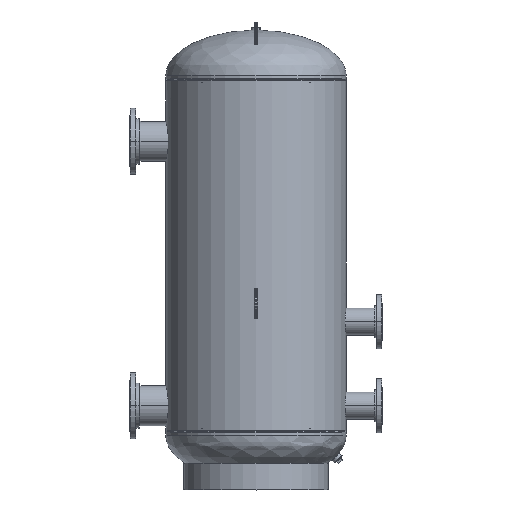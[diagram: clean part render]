
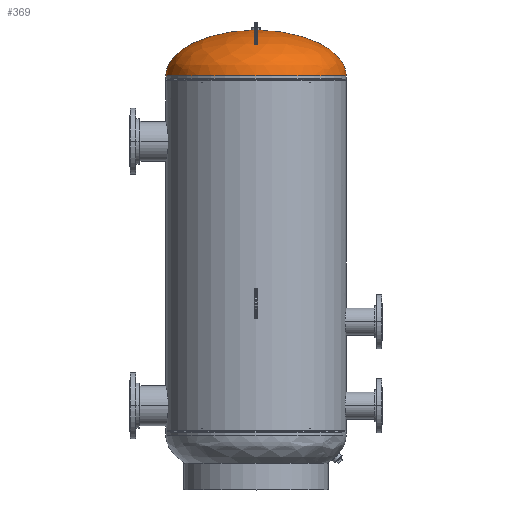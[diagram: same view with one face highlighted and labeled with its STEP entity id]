
A CAD part, top view. The second image highlights one B-rep face of the part: STEP entity #369.
In plain terms, the highlighted free-form (B-spline) face has degree [3, 3] with [4, 4] control points.
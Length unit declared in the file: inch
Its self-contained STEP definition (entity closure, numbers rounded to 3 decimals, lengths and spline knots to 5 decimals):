
#188 = DIRECTION ( 'NONE',  ( 0., -1., 0. ) ) ;
#369 = ADVANCED_FACE ( 'NONE', ( #7842 ), #12480, .T. ) ;
#622 = CARTESIAN_POINT ( 'NONE',  ( -9.11675, 8.18929, 0. ) ) ;
#717 = CARTESIAN_POINT ( 'NONE',  ( -15., 5.08686, 0. ) ) ;
#1249 = VERTEX_POINT ( 'NONE', #4167 ) ;
#1373 = CARTESIAN_POINT ( 'NONE',  ( 15., 0.788, 0. ) ) ;
#1648 = VERTEX_POINT ( 'NONE', #11541 ) ;
#1991 = CARTESIAN_POINT ( 'NONE',  ( -15., 5.08686, 0. ) ) ;
#2070 = CARTESIAN_POINT ( 'NONE',  ( 9.11675, 8.18929, 0. ) ) ;
#2102 = CARTESIAN_POINT ( 'NONE',  ( 9.11675, 8.18929, 0. ) ) ;
#2646 = CARTESIAN_POINT ( 'NONE',  ( 15., 5.08686, 0. ) ) ;
#2732 = VERTEX_POINT ( 'NONE', #15575 ) ;
#2911 = DIRECTION ( 'NONE',  ( -1., 0., 0. ) ) ;
#3578 = EDGE_CURVE ( 'NONE', #1249, #14011, #11994, .T. ) ;
#3637 =( BOUNDED_CURVE ( )  B_SPLINE_CURVE ( 3, ( #13125, #2102, #2646, #1373 ),
 .UNSPECIFIED., .F., .F. ) 
 B_SPLINE_CURVE_WITH_KNOTS ( ( 4, 4 ),
 ( 4.75407, 6.28319 ),
 .UNSPECIFIED. ) 
 CURVE ( )  GEOMETRIC_REPRESENTATION_ITEM ( )  RATIONAL_B_SPLINE_CURVE ( ( 1., 0.814, 0.814, 1. ) ) 
 REPRESENTATION_ITEM ( '' )  );
#3682 = CARTESIAN_POINT ( 'NONE',  ( 0., 8.36841, 0. ) ) ;
#4017 = EDGE_CURVE ( 'NONE', #1648, #1249, #15754, .T. ) ;
#4167 = CARTESIAN_POINT ( 'NONE',  ( -15., 0.788, 0. ) ) ;
#4233 = CARTESIAN_POINT ( 'NONE',  ( 9.11675, 8.18929, 18.23349 ) ) ;
#4498 = CARTESIAN_POINT ( 'NONE',  ( -15., 0.788, 0. ) ) ;
#4572 = CARTESIAN_POINT ( 'NONE',  ( 0.625, 8.36841, 1.25 ) ) ;
#5616 = CARTESIAN_POINT ( 'NONE',  ( -9.11675, 8.18929, 18.23349 ) ) ;
#5760 = AXIS2_PLACEMENT_3D ( 'NONE', #12344, #188, #2911 ) ;
#6175 = DIRECTION ( 'NONE',  ( 0., -1., 0. ) ) ;
#6265 = CIRCLE ( 'NONE', #5760, 0.625 ) ;
#6355 = ORIENTED_EDGE ( 'NONE', *, *, #10120, .T. ) ;
#6526 = DIRECTION ( 'NONE',  ( 0., 1., 0. ) ) ;
#6828 = CARTESIAN_POINT ( 'NONE',  ( 15., 0.788, 0. ) ) ;
#6894 = CARTESIAN_POINT ( 'NONE',  ( 15., 5.08686, 30. ) ) ;
#7095 = AXIS2_PLACEMENT_3D ( 'NONE', #15048, #6526, #8921 ) ;
#7238 = AXIS2_PLACEMENT_3D ( 'NONE', #3682, #6175, #8646 ) ;
#7811 = EDGE_CURVE ( 'NONE', #2732, #8323, #13932, .T. ) ;
#7842 = FACE_OUTER_BOUND ( 'NONE', #11247, .T. ) ;
#7919 = CARTESIAN_POINT ( 'NONE',  ( 0.625, 8.36841, 0. ) ) ;
#8159 = CARTESIAN_POINT ( 'NONE',  ( -15., 5.08686, 30. ) ) ;
#8323 = VERTEX_POINT ( 'NONE', #12978 ) ;
#8399 = ORIENTED_EDGE ( 'NONE', *, *, #13536, .F. ) ;
#8646 = DIRECTION ( 'NONE',  ( -1., 0., 0. ) ) ;
#8921 = DIRECTION ( 'NONE',  ( -1., 0., 0. ) ) ;
#8974 = CARTESIAN_POINT ( 'NONE',  ( -0.625, 8.36841, 0. ) ) ;
#9127 = CARTESIAN_POINT ( 'NONE',  ( 15., 0.788, 30. ) ) ;
#9363 = CARTESIAN_POINT ( 'NONE',  ( -15., 0.788, 0. ) ) ;
#10120 = EDGE_CURVE ( 'NONE', #8323, #1648, #6265, .T. ) ;
#10370 = ORIENTED_EDGE ( 'NONE', *, *, #7811, .T. ) ;
#10409 = CARTESIAN_POINT ( 'NONE',  ( -0.625, 8.36841, 0. ) ) ;
#10492 = CARTESIAN_POINT ( 'NONE',  ( 15., 5.08686, 0. ) ) ;
#10568 = CARTESIAN_POINT ( 'NONE',  ( 15., 0.788, 0. ) ) ;
#11247 = EDGE_LOOP ( 'NONE', ( #6355, #13538, #13455, #8399, #10370 ) ) ;
#11541 = CARTESIAN_POINT ( 'NONE',  ( -0.625, 8.36841, 0. ) ) ;
#11994 = CIRCLE ( 'NONE', #7095, 15. ) ;
#12344 = CARTESIAN_POINT ( 'NONE',  ( 0., 8.36841, 0. ) ) ;
#12480 =( BOUNDED_SURFACE ( )  B_SPLINE_SURFACE ( 3, 3, ( 
 ( #10409, #14065, #4572, #7919 ),
 ( #622, #5616, #4233, #2070 ),
 ( #1991, #8159, #6894, #10492 ),
 ( #9363, #15409, #9127, #10568 ) ),
 .UNSPECIFIED., .F., .F., .F. ) 
 B_SPLINE_SURFACE_WITH_KNOTS ( ( 4, 4 ),
 ( 4, 4 ),
 ( 0., 1. ),
 ( 0., 1. ),
 .UNSPECIFIED. ) 
 GEOMETRIC_REPRESENTATION_ITEM ( )  RATIONAL_B_SPLINE_SURFACE ( (
 ( 1., 0.333, 0.333, 1.),
 ( 0.814, 0.271, 0.271, 0.814),
 ( 0.814, 0.271, 0.271, 0.814),
 ( 1., 0.333, 0.333, 1.) ) ) 
 REPRESENTATION_ITEM ( '' )  SURFACE ( )  );
#12694 = CARTESIAN_POINT ( 'NONE',  ( -9.11675, 8.18929, 0. ) ) ;
#12978 = CARTESIAN_POINT ( 'NONE',  ( 0., 8.36841, 0.625 ) ) ;
#13125 = CARTESIAN_POINT ( 'NONE',  ( 0.625, 8.36841, 0. ) ) ;
#13455 = ORIENTED_EDGE ( 'NONE', *, *, #3578, .T. ) ;
#13536 = EDGE_CURVE ( 'NONE', #2732, #14011, #3637, .T. ) ;
#13538 = ORIENTED_EDGE ( 'NONE', *, *, #4017, .T. ) ;
#13932 = CIRCLE ( 'NONE', #7238, 0.625 ) ;
#14011 = VERTEX_POINT ( 'NONE', #6828 ) ;
#14065 = CARTESIAN_POINT ( 'NONE',  ( -0.625, 8.36841, 1.25 ) ) ;
#15048 = CARTESIAN_POINT ( 'NONE',  ( 0., 0.788, 0. ) ) ;
#15409 = CARTESIAN_POINT ( 'NONE',  ( -15., 0.788, 30. ) ) ;
#15575 = CARTESIAN_POINT ( 'NONE',  ( 0.625, 8.36841, 0. ) ) ;
#15754 =( BOUNDED_CURVE ( )  B_SPLINE_CURVE ( 3, ( #8974, #12694, #717, #4498 ),
 .UNSPECIFIED., .F., .F. ) 
 B_SPLINE_CURVE_WITH_KNOTS ( ( 4, 4 ),
 ( 4.75407, 6.28319 ),
 .UNSPECIFIED. ) 
 CURVE ( )  GEOMETRIC_REPRESENTATION_ITEM ( )  RATIONAL_B_SPLINE_CURVE ( ( 1., 0.814, 0.814, 1. ) ) 
 REPRESENTATION_ITEM ( '' )  );
